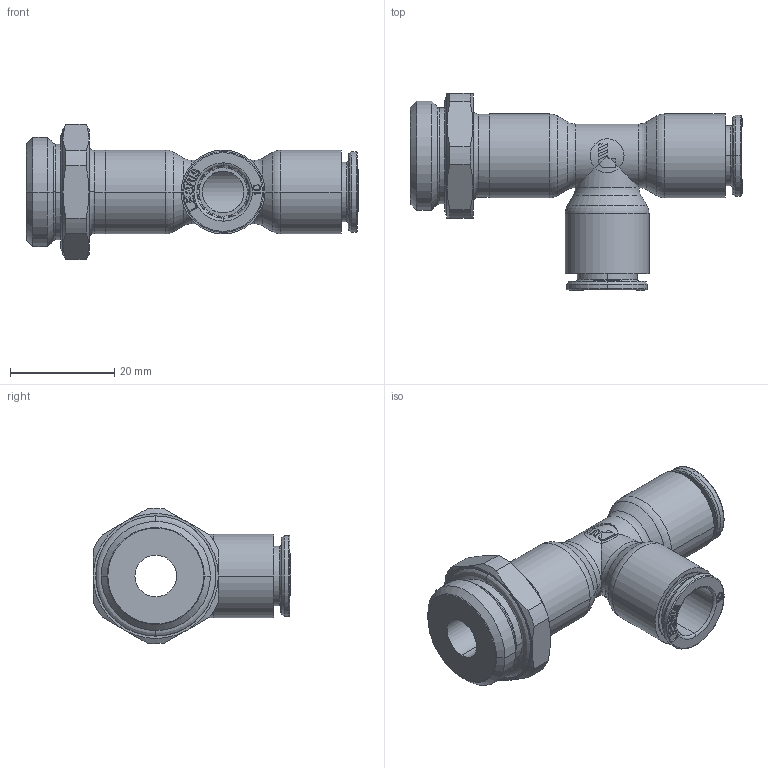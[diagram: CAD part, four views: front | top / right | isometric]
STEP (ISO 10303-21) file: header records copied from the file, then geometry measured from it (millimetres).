
FILE_DESCRIPTION(('STEP AP214'),'1');
FILE_NAME('6893_10_21.stp','2016-07-07T14:50:50',('TraceParts'),('TraceParts S.A.'),'Spatial InterOp 3D',' ',' ');
FILE_SCHEMA(('automotive_design'));
Length unit declared in the file: millimetre
Products named in the file (16): V893-10-21_ASM|Next assembly relationship#44110-19_ASM|Next assembly relationship#44110-32;44110-32; V893-10-21_ASM|Next assembly relationship#44110-19_ASM|Next assembly relationship#44110;44110; V893-10-21_ASM|Next assembly relationship#44110-19_ASM|Next assembly relationship#44110-30;44110-30; V893-10-21_ASM|Next assembly relationship#44110-19_ASM|Next assembly relationship#44110-40;44110-40; V893-10-21_ASM|Next assembly relationship#44520-04;44520-04; V893-10-21_ASM|Next assembly relationship#44220-34;44220-34; V893-10-21_ASM|Next assembly relationship#44110-11-10-ASM;44110-11-10-ASM; V893-10-21_ASM|Next assembly relationship#23339-24_ASM_D18-4_D23-1_LG1-05;23339-24_ASM_D18-4_D23-1_LG1-05
Bounding box: 63.75 x 37.9 x 25.98 mm (x, y, z)
Volume: 10999.8 mm3; surface area: 14688.1 mm2
Topology: 14 solids, 16 shells, 1512 faces, 3776 edges, 2342 vertices
Faces by surface type: plane 575, cylinder 277, torus 272, cone 204, bspline 180, revolution 4
Entity records: 52458 total; most frequent: CARTESIAN_POINT 16840, ORIENTED_EDGE 7544, DIRECTION 7151, EDGE_CURVE 3776, AXIS2_PLACEMENT_3D 2574, VERTEX_POINT 2342, LINE 1999, VECTOR 1999
